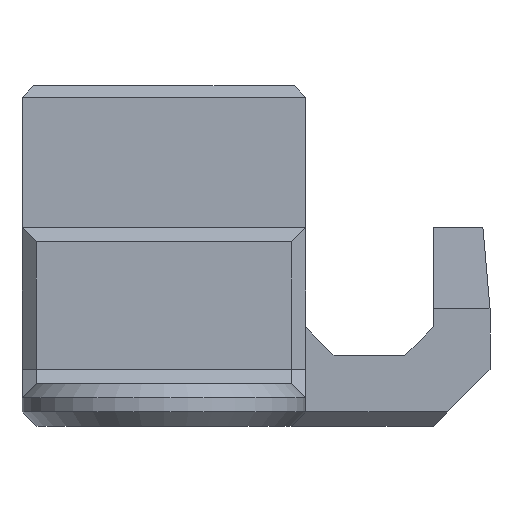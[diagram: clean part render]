
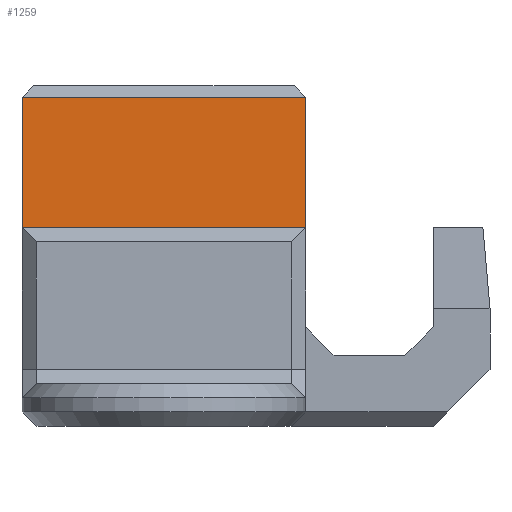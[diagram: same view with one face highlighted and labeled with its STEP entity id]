
A CAD part, front view. The second image highlights one B-rep face of the part: STEP entity #1259.
In plain terms, the highlighted planar face has unit normal (0, -1, 0).
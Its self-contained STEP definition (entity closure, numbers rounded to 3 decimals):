
#44 = EDGE_CURVE ( 'NONE', #1433, #234, #479, .T. ) ;
#74 = LINE ( 'NONE', #1186, #869 ) ;
#98 = EDGE_CURVE ( 'NONE', #1299, #893, #962, .T. ) ;
#111 = CARTESIAN_POINT ( 'NONE',  ( -5., -2.5, 11.6 ) ) ;
#125 = CARTESIAN_POINT ( 'NONE',  ( 0., -2.5, 12. ) ) ;
#147 = FACE_OUTER_BOUND ( 'NONE', #1361, .T. ) ;
#169 = CARTESIAN_POINT ( 'NONE',  ( -5., -2.5, 7. ) ) ;
#179 = VECTOR ( 'NONE', #599, 1000. ) ;
#200 = EDGE_CURVE ( 'NONE', #1299, #234, #1432, .T. ) ;
#234 = VERTEX_POINT ( 'NONE', #570 ) ;
#479 = LINE ( 'NONE', #1055, #1651 ) ;
#493 = DIRECTION ( 'NONE',  ( 0., 0., -1. ) ) ;
#568 = EDGE_CURVE ( 'NONE', #893, #1433, #74, .T. ) ;
#570 = CARTESIAN_POINT ( 'NONE',  ( 5., -2.5, 7. ) ) ;
#584 = ORIENTED_EDGE ( 'NONE', *, *, #98, .T. ) ;
#599 = DIRECTION ( 'NONE',  ( 0., 0., -1. ) ) ;
#661 = DIRECTION ( 'NONE',  ( -1., 0., 0. ) ) ;
#715 = AXIS2_PLACEMENT_3D ( 'NONE', #125, #1658, #1672 ) ;
#869 = VECTOR ( 'NONE', #493, 1000. ) ;
#893 = VERTEX_POINT ( 'NONE', #1377 ) ;
#962 = LINE ( 'NONE', #111, #1706 ) ;
#967 = CARTESIAN_POINT ( 'NONE',  ( 5., -2.5, 11.6 ) ) ;
#1031 = CARTESIAN_POINT ( 'NONE',  ( 5., -2.5, 12. ) ) ;
#1032 = ORIENTED_EDGE ( 'NONE', *, *, #44, .T. ) ;
#1055 = CARTESIAN_POINT ( 'NONE',  ( 0., -2.5, 7. ) ) ;
#1164 = ORIENTED_EDGE ( 'NONE', *, *, #200, .F. ) ;
#1186 = CARTESIAN_POINT ( 'NONE',  ( -5., -2.5, 12. ) ) ;
#1259 = ADVANCED_FACE ( 'NONE', ( #147 ), #1381, .F. ) ;
#1299 = VERTEX_POINT ( 'NONE', #967 ) ;
#1361 = EDGE_LOOP ( 'NONE', ( #1164, #584, #1666, #1032 ) ) ;
#1377 = CARTESIAN_POINT ( 'NONE',  ( -5., -2.5, 11.6 ) ) ;
#1381 = PLANE ( 'NONE',  #715 ) ;
#1432 = LINE ( 'NONE', #1031, #179 ) ;
#1433 = VERTEX_POINT ( 'NONE', #169 ) ;
#1607 = DIRECTION ( 'NONE',  ( 1., 0., 0. ) ) ;
#1651 = VECTOR ( 'NONE', #1607, 1000. ) ;
#1658 = DIRECTION ( 'NONE',  ( 0., 1., 0. ) ) ;
#1666 = ORIENTED_EDGE ( 'NONE', *, *, #568, .T. ) ;
#1672 = DIRECTION ( 'NONE',  ( 0., 0., 1. ) ) ;
#1706 = VECTOR ( 'NONE', #661, 1000. ) ;
